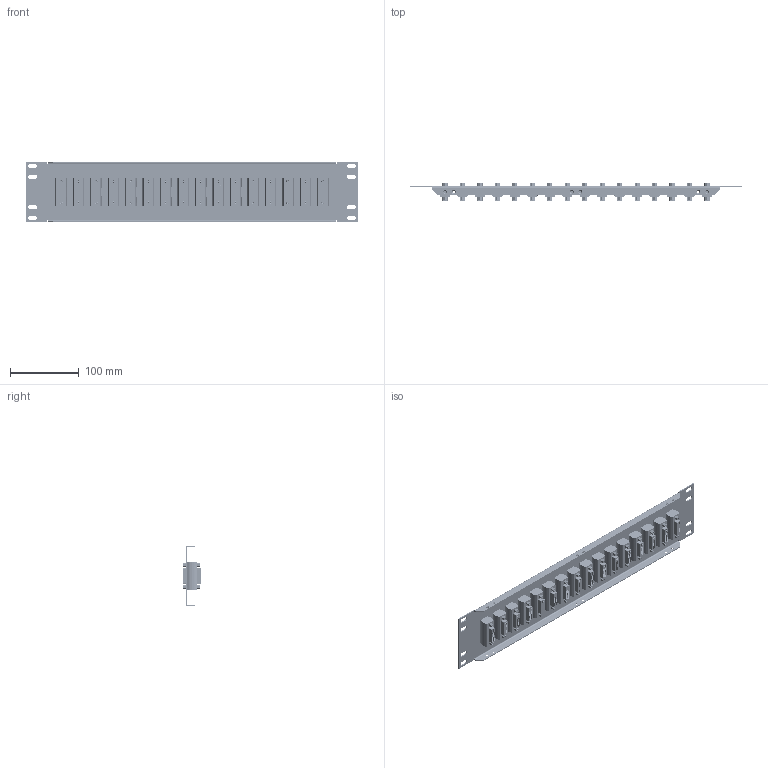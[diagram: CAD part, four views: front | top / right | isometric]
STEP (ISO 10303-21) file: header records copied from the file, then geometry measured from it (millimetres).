
FILE_DESCRIPTION (( 'STEP AP203' ), '1' );
FILE_NAME ('PR35DVIFB.STEP', '2015-04-08T18:44:13', ( 'x' ), ( '' ), 'SwSTEP 2.0', 'SolidWorks 2014', '' );
FILE_SCHEMA (( 'CONFIG_CONTROL_DESIGN' ));
Length unit declared in the file: inch
Products named in the file (6): PR35DS1516B; DMB605FF-MA1; 3AB14-004; SDG250-MA1; DMB605FF_.040" offset; PR35DVIFB
Assembly tree (24 placements, depth 3):
  PR35DVIFB
    PR35DS1516B
    DMB605FF_.040" offset  x16
      DMB605FF-MA1
      3AB14-004
      SDG250-MA1
Bounding box: 482.6 x 26.7 x 88.39 mm (x, y, z)
Volume: 246222.1 mm3; surface area: 212089.9 mm2
Topology: 113 solids, 113 shells, 25941 faces, 67032 edges, 43344 vertices
Faces by surface type: plane 17073, bspline 3800, cone 2072, cylinder 1972, sphere 1024
Entity records: 60996 total; most frequent: CARTESIAN_POINT 22531, ORIENTED_EDGE 8288, DIRECTION 6644, EDGE_CURVE 4144, LINE 3132, VECTOR 3132, VERTEX_POINT 2743, AXIS2_PLACEMENT_3D 1756
